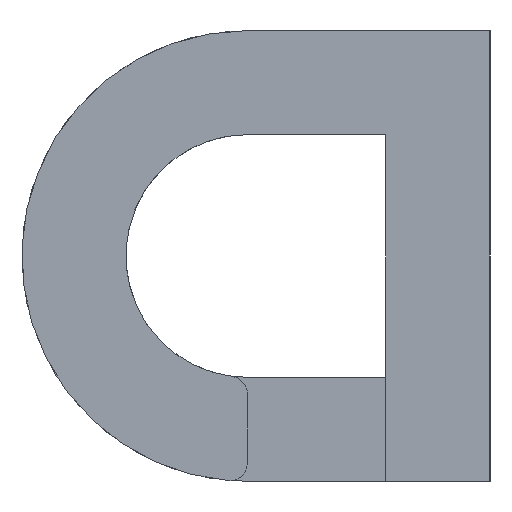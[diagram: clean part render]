
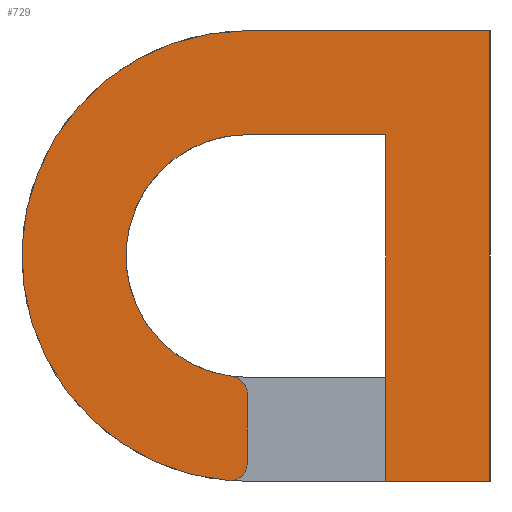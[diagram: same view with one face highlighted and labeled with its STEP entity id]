
A CAD part, left-side view. The second image highlights one B-rep face of the part: STEP entity #729.
In plain terms, the highlighted planar face has unit normal (-1, 0, 0).
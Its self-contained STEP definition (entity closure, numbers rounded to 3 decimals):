
#25=PLANE('',#804);
#60=FACE_OUTER_BOUND('',#101,.T.);
#101=EDGE_LOOP('',(#570,#571,#572,#573,#574,#575,#576,#577,#578,#579,#580,
#581));
#132=LINE('',#1063,#214);
#163=LINE('',#1161,#245);
#169=LINE('',#1179,#251);
#170=LINE('',#1180,#252);
#171=LINE('',#1182,#253);
#172=LINE('',#1184,#254);
#173=LINE('',#1186,#255);
#174=LINE('',#1188,#256);
#214=VECTOR('',#848,10.);
#245=VECTOR('',#935,10.);
#251=VECTOR('',#951,10.);
#252=VECTOR('',#952,10.);
#253=VECTOR('',#953,10.);
#254=VECTOR('',#954,10.);
#255=VECTOR('',#955,10.);
#256=VECTOR('',#956,10.);
#293=CIRCLE('',#771,0.5);
#297=CIRCLE('',#778,0.5);
#312=CIRCLE('',#805,3.5);
#313=CIRCLE('',#806,6.5);
#318=VERTEX_POINT('',#1053);
#319=VERTEX_POINT('',#1055);
#321=VERTEX_POINT('',#1061);
#327=VERTEX_POINT('',#1077);
#359=VERTEX_POINT('',#1158);
#360=VERTEX_POINT('',#1160);
#366=VERTEX_POINT('',#1176);
#367=VERTEX_POINT('',#1178);
#368=VERTEX_POINT('',#1181);
#369=VERTEX_POINT('',#1183);
#370=VERTEX_POINT('',#1185);
#371=VERTEX_POINT('',#1187);
#386=EDGE_CURVE('',#318,#319,#293,.T.);
#390=EDGE_CURVE('',#318,#321,#132,.T.);
#398=EDGE_CURVE('',#327,#321,#297,.T.);
#437=EDGE_CURVE('',#360,#359,#163,.T.);
#445=EDGE_CURVE('',#327,#366,#312,.T.);
#446=EDGE_CURVE('',#366,#367,#169,.T.);
#447=EDGE_CURVE('',#360,#367,#170,.T.);
#448=EDGE_CURVE('',#368,#359,#171,.T.);
#449=EDGE_CURVE('',#369,#368,#172,.T.);
#450=EDGE_CURVE('',#369,#370,#173,.T.);
#451=EDGE_CURVE('',#371,#370,#174,.T.);
#452=EDGE_CURVE('',#319,#371,#313,.T.);
#570=ORIENTED_EDGE('',*,*,#386,.F.);
#571=ORIENTED_EDGE('',*,*,#390,.T.);
#572=ORIENTED_EDGE('',*,*,#398,.F.);
#573=ORIENTED_EDGE('',*,*,#445,.T.);
#574=ORIENTED_EDGE('',*,*,#446,.T.);
#575=ORIENTED_EDGE('',*,*,#447,.F.);
#576=ORIENTED_EDGE('',*,*,#437,.T.);
#577=ORIENTED_EDGE('',*,*,#448,.F.);
#578=ORIENTED_EDGE('',*,*,#449,.F.);
#579=ORIENTED_EDGE('',*,*,#450,.T.);
#580=ORIENTED_EDGE('',*,*,#451,.F.);
#581=ORIENTED_EDGE('',*,*,#452,.F.);
#729=ADVANCED_FACE('',(#60),#25,.T.);
#771=AXIS2_PLACEMENT_3D('',#1056,#841,#842);
#778=AXIS2_PLACEMENT_3D('',#1079,#863,#864);
#804=AXIS2_PLACEMENT_3D('',#1175,#947,#948);
#805=AXIS2_PLACEMENT_3D('',#1177,#949,#950);
#806=AXIS2_PLACEMENT_3D('',#1189,#957,#958);
#841=DIRECTION('center_axis',(1.,0.,0.));
#842=DIRECTION('ref_axis',(0.,-0.677,-0.736));
#848=DIRECTION('',(0.,0.,1.));
#863=DIRECTION('center_axis',(1.,0.,0.));
#864=DIRECTION('ref_axis',(0.,-0.75,0.661));
#935=DIRECTION('',(0.,0.,-1.));
#947=DIRECTION('center_axis',(-1.,0.,0.));
#948=DIRECTION('ref_axis',(0.,0.,1.));
#949=DIRECTION('center_axis',(1.,0.,0.));
#950=DIRECTION('ref_axis',(0.,0.,-1.));
#951=DIRECTION('',(0.,-1.,0.));
#952=DIRECTION('',(0.,0.,1.));
#953=DIRECTION('',(0.,1.,0.));
#954=DIRECTION('',(0.,0.,-1.));
#955=DIRECTION('',(0.,1.,0.));
#956=DIRECTION('',(0.,-1.,0.));
#957=DIRECTION('center_axis',(1.,0.,0.));
#958=DIRECTION('ref_axis',(0.,0.,-1.));
#1053=CARTESIAN_POINT('',(0.,7.,0.521));
#1055=CARTESIAN_POINT('',(0.,7.542,0.023));
#1056=CARTESIAN_POINT('Origin',(0.,7.5,0.521));
#1061=CARTESIAN_POINT('',(0.,7.,2.531));
#1063=CARTESIAN_POINT('',(0.,7.,0.));
#1077=CARTESIAN_POINT('',(0.,7.438,3.027));
#1079=CARTESIAN_POINT('Origin',(0.,7.5,2.531));
#1158=CARTESIAN_POINT('',(0.,3.,0.));
#1160=CARTESIAN_POINT('',(0.,3.,3.));
#1161=CARTESIAN_POINT('',(0.,3.,0.));
#1175=CARTESIAN_POINT('Origin',(0.,0.,0.));
#1176=CARTESIAN_POINT('',(0.,7.,10.));
#1177=CARTESIAN_POINT('Origin',(0.,7.,6.5));
#1178=CARTESIAN_POINT('',(0.,3.,10.));
#1179=CARTESIAN_POINT('',(0.,7.,10.));
#1180=CARTESIAN_POINT('',(0.,3.,13.));
#1181=CARTESIAN_POINT('',(0.,0.,0.));
#1182=CARTESIAN_POINT('',(0.,0.,0.));
#1183=CARTESIAN_POINT('',(0.,0.,13.));
#1184=CARTESIAN_POINT('',(0.,0.,13.));
#1185=CARTESIAN_POINT('',(0.,3.,13.));
#1186=CARTESIAN_POINT('',(0.,0.,13.));
#1187=CARTESIAN_POINT('',(0.,7.,13.));
#1188=CARTESIAN_POINT('',(0.,7.,13.));
#1189=CARTESIAN_POINT('Origin',(0.,7.,6.5));
